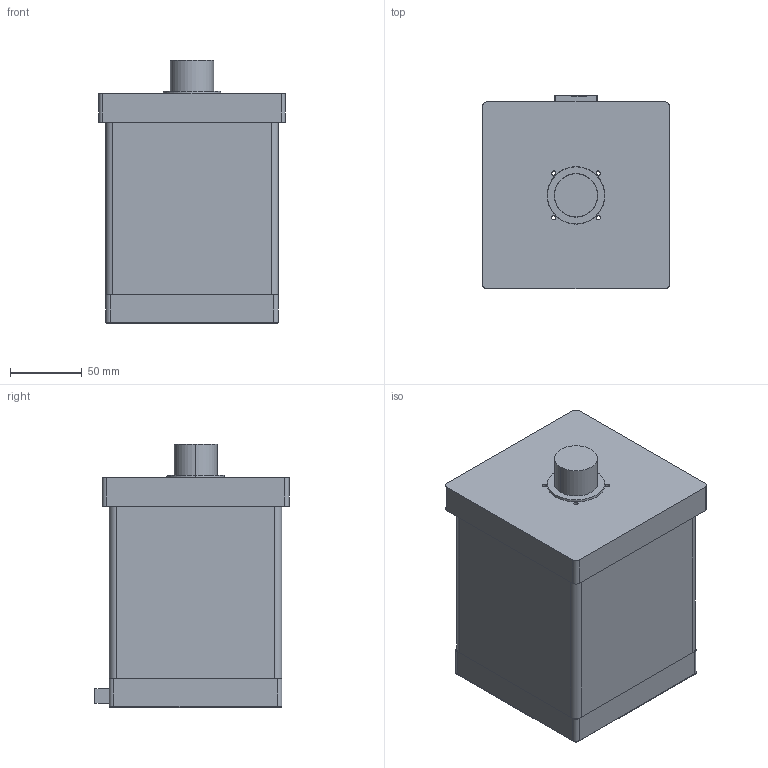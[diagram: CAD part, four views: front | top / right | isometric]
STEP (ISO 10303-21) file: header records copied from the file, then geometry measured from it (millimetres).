
FILE_DESCRIPTION (( 'STEP AP203' ), '1' );
FILE_NAME ('DCMOTORRR_3_sldprt.STEP', '2019-07-08T06:38:05', ( '' ), ( '' ), 'SwSTEP 2.0', 'SolidWorks 2018', '' );
FILE_SCHEMA (( 'CONFIG_CONTROL_DESIGN' ));
Length unit declared in the file: centimetre
Products named in the file (1): DCMOTORRR_3_sldprt
Bounding box: 130 x 135 x 183 mm (x, y, z)
Volume: 2364179.8 mm3; surface area: 177653.5 mm2
Topology: 3 solids, 3 shells, 137 faces, 332 edges, 210 vertices
Faces by surface type: plane 87, cylinder 42, torus 4, cone 4
Entity records: 4089 total; most frequent: DIRECTION 702, CARTESIAN_POINT 680, ORIENTED_EDGE 664, EDGE_CURVE 332, LINE 238, VECTOR 238, AXIS2_PLACEMENT_3D 232, VERTEX_POINT 210
